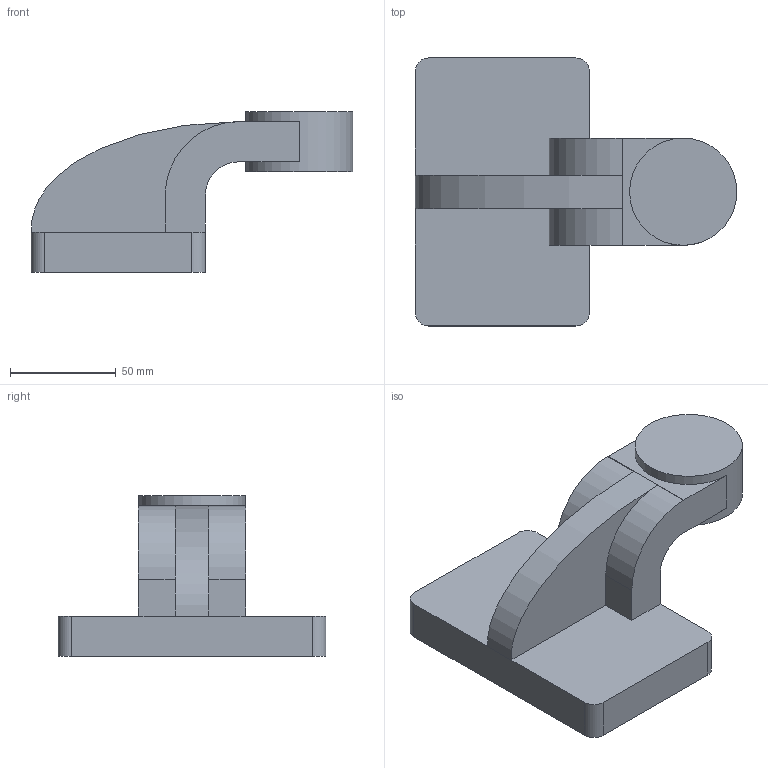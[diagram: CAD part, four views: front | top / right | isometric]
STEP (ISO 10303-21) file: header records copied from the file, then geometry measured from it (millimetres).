
FILE_DESCRIPTION( ( '' ), ' ' );
FILE_NAME( '57309f35e4b0fe93d6b44ed2.step', '2016-05-09T14:31:18', ( '' ), ( '' ), ' ', ' ', ' ' );
FILE_SCHEMA( ( 'AUTOMOTIVE_DESIGN { 1 0 10303 214 1 1 1 1 }' ) );
Length unit declared in the file: metre
Products named in the file (1): Part 1
Bounding box: 152.4 x 127 x 76.2 mm (x, y, z)
Volume: 360939.8 mm3; surface area: 49611.6 mm2
Topology: 1 solids, 1 shells, 26 faces, 70 edges, 46 vertices
Faces by surface type: plane 17, cylinder 8, extrusion 1
Full cylindrical faces by diameter (mm): 50.8 x1
Entity records: 1019 total; most frequent: CARTESIAN_POINT 152, DIRECTION 133, ORIENTED_EDGE 132, EDGE_CURVE 66, VECTOR 45, AXIS2_PLACEMENT_3D 44, VERTEX_POINT 44, LINE 44
